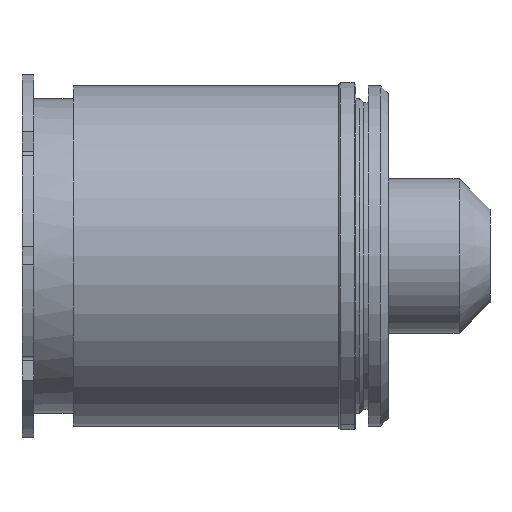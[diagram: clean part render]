
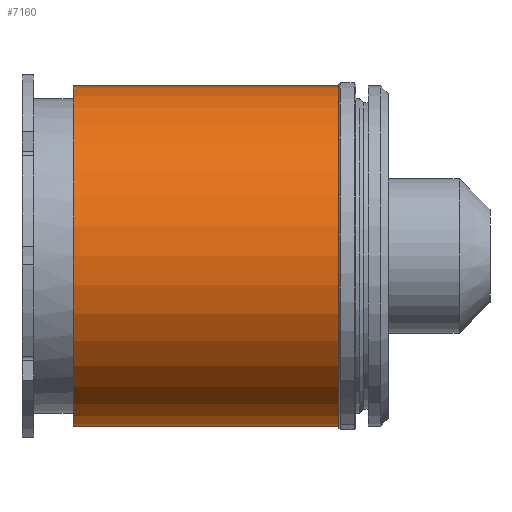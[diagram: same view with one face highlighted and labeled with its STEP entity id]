
A CAD part, front view. The second image highlights one B-rep face of the part: STEP entity #7160.
In plain terms, the highlighted cylindrical face has radius 28 mm (diameter 56 mm), a partial arc.
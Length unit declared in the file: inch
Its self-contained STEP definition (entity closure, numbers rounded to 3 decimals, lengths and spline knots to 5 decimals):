
#7157 = EDGE_CURVE ( 'NONE', #7168, #7173, #13046, .T. ) ;
#7158 = ORIENTED_EDGE ( 'NONE', *, *, #7157, .T. ) ;
#7159 = ORIENTED_EDGE ( 'NONE', *, *, #7161, .T. ) ;
#7160 = ADVANCED_FACE ( 'NONE', ( #13095 ), #12981, .T. ) ;
#7161 = EDGE_CURVE ( 'NONE', #7165, #7168, #13040, .T. ) ;
#7165 = VERTEX_POINT ( 'NONE', #12987 ) ;
#7168 = VERTEX_POINT ( 'NONE', #13086 ) ;
#7170 = EDGE_CURVE ( 'NONE', #7165, #7174, #13039, .T. ) ;
#7171 = ORIENTED_EDGE ( 'NONE', *, *, #7170, .F. ) ;
#7173 = VERTEX_POINT ( 'NONE', #13063 ) ;
#7174 = VERTEX_POINT ( 'NONE', #13007 ) ;
#7180 = EDGE_CURVE ( 'NONE', #7174, #7173, #13080, .T. ) ;
#7183 = ORIENTED_EDGE ( 'NONE', *, *, #7180, .F. ) ;
#7193 = EDGE_LOOP ( 'NONE', ( #7171, #7159, #7158, #7183 ) ) ;
#12981 = CYLINDRICAL_SURFACE ( 'NONE', #13085, 1.10236 ) ;
#12982 = DIRECTION ( 'NONE',  ( 0., -0.001, -1. ) ) ;
#12983 = AXIS2_PLACEMENT_3D ( 'NONE', #12986, #12988, #12982 ) ;
#12985 = DIRECTION ( 'NONE',  ( 1., 0., 0. ) ) ;
#12986 = CARTESIAN_POINT ( 'NONE',  ( -0.57528, 0., 0. ) ) ;
#12987 = CARTESIAN_POINT ( 'NONE',  ( -0.57528, 0.00118, 1.10236 ) ) ;
#12988 = DIRECTION ( 'NONE',  ( 1., 0., 0. ) ) ;
#12992 = CARTESIAN_POINT ( 'NONE',  ( 1.14126, 0.00118, 1.10236 ) ) ;
#13003 = DIRECTION ( 'NONE',  ( 1., 0., 0. ) ) ;
#13004 = VECTOR ( 'NONE', #13003, 39.37008 ) ;
#13005 = CARTESIAN_POINT ( 'NONE',  ( 1.14126, -0.00118, -1.10236 ) ) ;
#13007 = CARTESIAN_POINT ( 'NONE',  ( 1.14126, 0.00118, 1.10236 ) ) ;
#13038 = CARTESIAN_POINT ( 'NONE',  ( 1.14126, 0., 0. ) ) ;
#13039 = LINE ( 'NONE', #12992, #13094 ) ;
#13040 = CIRCLE ( 'NONE', #12983, 1.10236 ) ;
#13046 = LINE ( 'NONE', #13005, #13004 ) ;
#13063 = CARTESIAN_POINT ( 'NONE',  ( 1.14126, -0.00118, -1.10236 ) ) ;
#13067 = DIRECTION ( 'NONE',  ( 1., 0., 0. ) ) ;
#13071 = CARTESIAN_POINT ( 'NONE',  ( 1.14126, 0., 0. ) ) ;
#13080 = CIRCLE ( 'NONE', #13081, 1.10236 ) ;
#13081 = AXIS2_PLACEMENT_3D ( 'NONE', #13071, #13108, #13107 ) ;
#13085 = AXIS2_PLACEMENT_3D ( 'NONE', #13038, #12985, #13093 ) ;
#13086 = CARTESIAN_POINT ( 'NONE',  ( -0.57528, -0.00118, -1.10236 ) ) ;
#13093 = DIRECTION ( 'NONE',  ( 0., -0.001, -1. ) ) ;
#13094 = VECTOR ( 'NONE', #13067, 39.37008 ) ;
#13095 = FACE_OUTER_BOUND ( 'NONE', #7193, .T. ) ;
#13107 = DIRECTION ( 'NONE',  ( 0., -0.001, -1. ) ) ;
#13108 = DIRECTION ( 'NONE',  ( 1., 0., 0. ) ) ;
